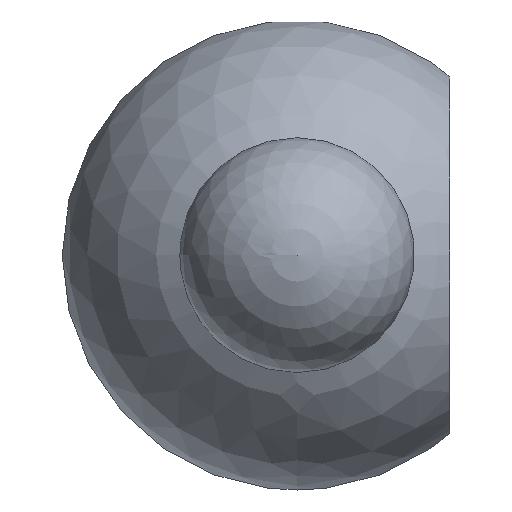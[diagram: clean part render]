
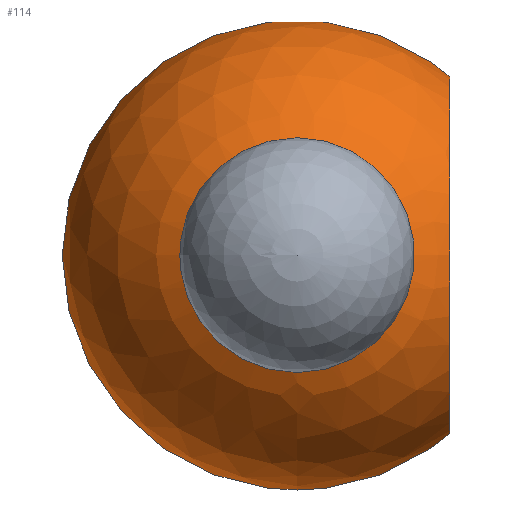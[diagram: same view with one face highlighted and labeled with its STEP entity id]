
A CAD part, left-side view. The second image highlights one B-rep face of the part: STEP entity #114.
In plain terms, the highlighted spherical face has radius 10 mm.
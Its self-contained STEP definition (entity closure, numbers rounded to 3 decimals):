
#104=FACE_BOUND('',#132,.T.);
#105=FACE_BOUND('',#133,.T.);
#106=FACE_BOUND('',#134,.T.);
#114=ADVANCED_FACE('',(#104,#105,#106),#121,.T.);
#121=SPHERICAL_SURFACE('',#186,10.);
#132=EDGE_LOOP('',(#146));
#133=EDGE_LOOP('',(#147));
#134=EDGE_LOOP('',(#148));
#146=ORIENTED_EDGE('',*,*,#167,.F.);
#147=ORIENTED_EDGE('',*,*,#166,.T.);
#148=ORIENTED_EDGE('',*,*,#168,.F.);
#158=VERTEX_POINT('',#232);
#159=VERTEX_POINT('',#235);
#160=VERTEX_POINT('',#237);
#166=EDGE_CURVE('',#158,#158,#173,.T.);
#167=EDGE_CURVE('',#159,#159,#174,.T.);
#168=EDGE_CURVE('',#160,#160,#175,.T.);
#173=CIRCLE('',#182,4.);
#174=CIRCLE('',#184,7.599);
#175=CIRCLE('',#185,4.);
#182=AXIS2_PLACEMENT_3D('',#231,#201,#202);
#184=AXIS2_PLACEMENT_3D('',#234,#205,#206);
#185=AXIS2_PLACEMENT_3D('',#236,#207,#208);
#186=AXIS2_PLACEMENT_3D('',#238,#209,#210);
#201=DIRECTION('',(1.,0.,0.));
#202=DIRECTION('',(0.,0.,-1.));
#205=DIRECTION('',(0.,-1.,0.));
#206=DIRECTION('',(0.,0.,1.));
#207=DIRECTION('',(1.,0.,0.));
#208=DIRECTION('',(0.,0.,-1.));
#209=DIRECTION('',(1.,0.,0.));
#210=DIRECTION('',(0.,1.,0.));
#231=CARTESIAN_POINT('',(174.736,135.924,0.));
#232=CARTESIAN_POINT('',(174.736,135.924,-4.));
#234=CARTESIAN_POINT('',(183.901,129.424,0.));
#235=CARTESIAN_POINT('',(183.901,129.424,7.599));
#236=CARTESIAN_POINT('',(193.067,135.924,0.));
#237=CARTESIAN_POINT('',(193.067,135.924,-4.));
#238=CARTESIAN_POINT('',(183.901,135.924,0.));
